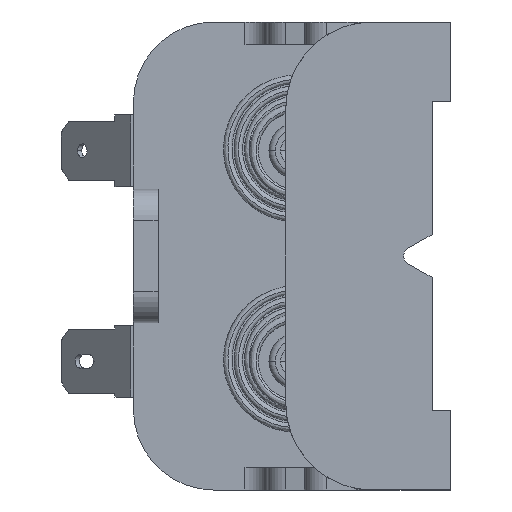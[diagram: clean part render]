
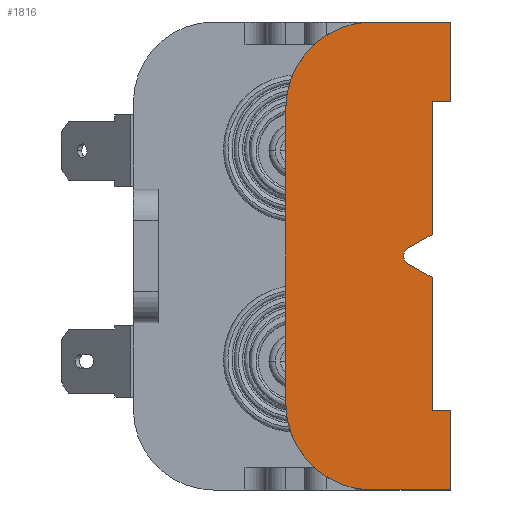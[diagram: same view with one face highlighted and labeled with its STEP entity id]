
A CAD part, left-side view. The second image highlights one B-rep face of the part: STEP entity #1816.
In plain terms, the highlighted planar face has unit normal (-1, 0, 0).
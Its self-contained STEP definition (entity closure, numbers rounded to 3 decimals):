
#72 = CARTESIAN_POINT ( 'NONE',  ( -22.225, 13.325, -18.925 ) ) ;
#229 = VERTEX_POINT ( 'NONE', #8869 ) ;
#250 = VECTOR ( 'NONE', #7154, 1000. ) ;
#318 = VERTEX_POINT ( 'NONE', #2198 ) ;
#336 = LINE ( 'NONE', #10104, #3667 ) ;
#391 = CARTESIAN_POINT ( 'NONE',  ( -22.225, 0., 0. ) ) ;
#442 = ORIENTED_EDGE ( 'NONE', *, *, #9594, .F. ) ;
#534 = DIRECTION ( 'NONE',  ( 0., 0., -1. ) ) ;
#545 = LINE ( 'NONE', #1040, #937 ) ;
#858 = CARTESIAN_POINT ( 'NONE',  ( -22.225, 1.5, 1.732 ) ) ;
#887 = DIRECTION ( 'NONE',  ( 0., 0., 1. ) ) ;
#921 = CARTESIAN_POINT ( 'NONE',  ( -22.225, 1.5, 12.5 ) ) ;
#937 = VECTOR ( 'NONE', #2764, 1000. ) ;
#1040 = CARTESIAN_POINT ( 'NONE',  ( -22.225, 0., 12.5 ) ) ;
#1116 = DIRECTION ( 'NONE',  ( 0., -0.866, -0.5 ) ) ;
#1122 = EDGE_CURVE ( 'NONE', #4860, #6867, #8771, .T. ) ;
#1197 = AXIS2_PLACEMENT_3D ( 'NONE', #3093, #4870, #534 ) ;
#1336 = EDGE_CURVE ( 'NONE', #2275, #2320, #1390, .T. ) ;
#1385 = AXIS2_PLACEMENT_3D ( 'NONE', #391, #2922, #4724 ) ;
#1390 = LINE ( 'NONE', #5642, #7289 ) ;
#1442 = DIRECTION ( 'NONE',  ( 0., 1., 0. ) ) ;
#1719 = DIRECTION ( 'NONE',  ( 0., 0., -1. ) ) ;
#1816 = ADVANCED_FACE ( 'NONE', ( #5369 ), #3053, .F. ) ;
#1914 = VECTOR ( 'NONE', #4862, 1000. ) ;
#2115 = CARTESIAN_POINT ( 'NONE',  ( -22.225, 1.5, 0. ) ) ;
#2198 = CARTESIAN_POINT ( 'NONE',  ( -22.225, 0., 18.925 ) ) ;
#2275 = VERTEX_POINT ( 'NONE', #7665 ) ;
#2320 = VERTEX_POINT ( 'NONE', #10290 ) ;
#2352 = EDGE_CURVE ( 'NONE', #229, #6867, #545, .T. ) ;
#2543 = EDGE_CURVE ( 'NONE', #8670, #2320, #6949, .T. ) ;
#2576 = DIRECTION ( 'NONE',  ( 0., 0., -1. ) ) ;
#2618 = VECTOR ( 'NONE', #1442, 1000. ) ;
#2764 = DIRECTION ( 'NONE',  ( 0., 1., 0. ) ) ;
#2922 = DIRECTION ( 'NONE',  ( 1., 0., 0. ) ) ;
#3053 = PLANE ( 'NONE',  #1385 ) ;
#3093 = CARTESIAN_POINT ( 'NONE',  ( -22.225, 3.1, 0. ) ) ;
#3150 = CARTESIAN_POINT ( 'NONE',  ( -22.225, 1.125, 1.949 ) ) ;
#3172 = VERTEX_POINT ( 'NONE', #6289 ) ;
#3372 = AXIS2_PLACEMENT_3D ( 'NONE', #4167, #5118, #2576 ) ;
#3647 = CIRCLE ( 'NONE', #3372, 7. ) ;
#3667 = VECTOR ( 'NONE', #1719, 1000. ) ;
#3679 = VECTOR ( 'NONE', #7428, 1000. ) ;
#3692 = ORIENTED_EDGE ( 'NONE', *, *, #4120, .T. ) ;
#3962 = DIRECTION ( 'NONE',  ( 0., 0., 1. ) ) ;
#4018 = DIRECTION ( 'NONE',  ( 0., 0., -1. ) ) ;
#4095 = LINE ( 'NONE', #8526, #5820 ) ;
#4120 = EDGE_CURVE ( 'NONE', #318, #5834, #5579, .T. ) ;
#4167 = CARTESIAN_POINT ( 'NONE',  ( -22.225, 6.325, -11.925 ) ) ;
#4210 = EDGE_CURVE ( 'NONE', #10622, #8670, #10147, .T. ) ;
#4724 = DIRECTION ( 'NONE',  ( 0., 0., -1. ) ) ;
#4726 = EDGE_CURVE ( 'NONE', #7276, #8210, #4095, .T. ) ;
#4739 = ORIENTED_EDGE ( 'NONE', *, *, #9610, .T. ) ;
#4763 = DIRECTION ( 'NONE',  ( 0., 0., 1. ) ) ;
#4860 = VERTEX_POINT ( 'NONE', #858 ) ;
#4862 = DIRECTION ( 'NONE',  ( 0., 1., 0. ) ) ;
#4870 = DIRECTION ( 'NONE',  ( -1., 0., 0. ) ) ;
#5033 = ORIENTED_EDGE ( 'NONE', *, *, #7418, .F. ) ;
#5118 = DIRECTION ( 'NONE',  ( -1., 0., 0. ) ) ;
#5369 = FACE_OUTER_BOUND ( 'NONE', #5915, .T. ) ;
#5536 = CARTESIAN_POINT ( 'NONE',  ( -22.225, 0., 18.925 ) ) ;
#5579 = LINE ( 'NONE', #5536, #250 ) ;
#5601 = ORIENTED_EDGE ( 'NONE', *, *, #8743, .F. ) ;
#5642 = CARTESIAN_POINT ( 'NONE',  ( -22.225, 1.5, 0. ) ) ;
#5763 = CARTESIAN_POINT ( 'NONE',  ( -22.225, 0., -12.5 ) ) ;
#5795 = ORIENTED_EDGE ( 'NONE', *, *, #2352, .F. ) ;
#5802 = LINE ( 'NONE', #3150, #3679 ) ;
#5820 = VECTOR ( 'NONE', #11057, 1000. ) ;
#5834 = VERTEX_POINT ( 'NONE', #10446 ) ;
#5898 = LINE ( 'NONE', #72, #7666 ) ;
#5915 = EDGE_LOOP ( 'NONE', ( #442, #4739, #9339, #6048, #6686, #8875, #8168, #10806, #5033, #7018, #5795, #5601, #3692, #8857 ) ) ;
#6048 = ORIENTED_EDGE ( 'NONE', *, *, #4726, .F. ) ;
#6177 = LINE ( 'NONE', #7551, #1914 ) ;
#6289 = CARTESIAN_POINT ( 'NONE',  ( -22.225, 13.325, 11.925 ) ) ;
#6596 = CARTESIAN_POINT ( 'NONE',  ( -22.225, 6.325, 11.925 ) ) ;
#6686 = ORIENTED_EDGE ( 'NONE', *, *, #7365, .T. ) ;
#6867 = VERTEX_POINT ( 'NONE', #921 ) ;
#6949 = LINE ( 'NONE', #10524, #8040 ) ;
#7018 = ORIENTED_EDGE ( 'NONE', *, *, #1122, .T. ) ;
#7154 = DIRECTION ( 'NONE',  ( 0., 1., 0. ) ) ;
#7170 = LINE ( 'NONE', #10054, #2618 ) ;
#7241 = EDGE_CURVE ( 'NONE', #5834, #3172, #8515, .T. ) ;
#7276 = VERTEX_POINT ( 'NONE', #5763 ) ;
#7289 = VECTOR ( 'NONE', #3962, 1000. ) ;
#7312 = AXIS2_PLACEMENT_3D ( 'NONE', #6596, #8361, #4018 ) ;
#7365 = EDGE_CURVE ( 'NONE', #7276, #2275, #7170, .T. ) ;
#7409 = VECTOR ( 'NONE', #4763, 1000. ) ;
#7418 = EDGE_CURVE ( 'NONE', #4860, #10622, #5802, .T. ) ;
#7428 = DIRECTION ( 'NONE',  ( 0., 0.866, -0.5 ) ) ;
#7551 = CARTESIAN_POINT ( 'NONE',  ( -22.225, 0., -18.925 ) ) ;
#7554 = CARTESIAN_POINT ( 'NONE',  ( -22.225, 3.45, -0.606 ) ) ;
#7639 = CARTESIAN_POINT ( 'NONE',  ( -22.225, 13.325, -11.925 ) ) ;
#7665 = CARTESIAN_POINT ( 'NONE',  ( -22.225, 1.5, -12.5 ) ) ;
#7666 = VECTOR ( 'NONE', #887, 1000. ) ;
#8040 = VECTOR ( 'NONE', #1116, 1000. ) ;
#8168 = ORIENTED_EDGE ( 'NONE', *, *, #2543, .F. ) ;
#8210 = VERTEX_POINT ( 'NONE', #8542 ) ;
#8263 = VERTEX_POINT ( 'NONE', #7639 ) ;
#8361 = DIRECTION ( 'NONE',  ( -1., 0., 0. ) ) ;
#8515 = CIRCLE ( 'NONE', #7312, 7. ) ;
#8526 = CARTESIAN_POINT ( 'NONE',  ( -22.225, 0., 0. ) ) ;
#8542 = CARTESIAN_POINT ( 'NONE',  ( -22.225, 0., -18.925 ) ) ;
#8670 = VERTEX_POINT ( 'NONE', #7554 ) ;
#8743 = EDGE_CURVE ( 'NONE', #318, #229, #336, .T. ) ;
#8771 = LINE ( 'NONE', #2115, #7409 ) ;
#8857 = ORIENTED_EDGE ( 'NONE', *, *, #7241, .T. ) ;
#8869 = CARTESIAN_POINT ( 'NONE',  ( -22.225, 0., 12.5 ) ) ;
#8875 = ORIENTED_EDGE ( 'NONE', *, *, #1336, .T. ) ;
#9339 = ORIENTED_EDGE ( 'NONE', *, *, #10936, .F. ) ;
#9494 = VERTEX_POINT ( 'NONE', #9986 ) ;
#9594 = EDGE_CURVE ( 'NONE', #8263, #3172, #5898, .T. ) ;
#9610 = EDGE_CURVE ( 'NONE', #8263, #9494, #3647, .T. ) ;
#9986 = CARTESIAN_POINT ( 'NONE',  ( -22.225, 6.325, -18.925 ) ) ;
#10054 = CARTESIAN_POINT ( 'NONE',  ( -22.225, 0., -12.5 ) ) ;
#10104 = CARTESIAN_POINT ( 'NONE',  ( -22.225, 0., 0. ) ) ;
#10147 = CIRCLE ( 'NONE', #1197, 0.7 ) ;
#10290 = CARTESIAN_POINT ( 'NONE',  ( -22.225, 1.5, -1.732 ) ) ;
#10446 = CARTESIAN_POINT ( 'NONE',  ( -22.225, 6.325, 18.925 ) ) ;
#10524 = CARTESIAN_POINT ( 'NONE',  ( -22.225, 1.125, -1.949 ) ) ;
#10567 = CARTESIAN_POINT ( 'NONE',  ( -22.225, 3.45, 0.606 ) ) ;
#10622 = VERTEX_POINT ( 'NONE', #10567 ) ;
#10806 = ORIENTED_EDGE ( 'NONE', *, *, #4210, .F. ) ;
#10936 = EDGE_CURVE ( 'NONE', #8210, #9494, #6177, .T. ) ;
#11057 = DIRECTION ( 'NONE',  ( 0., 0., -1. ) ) ;
